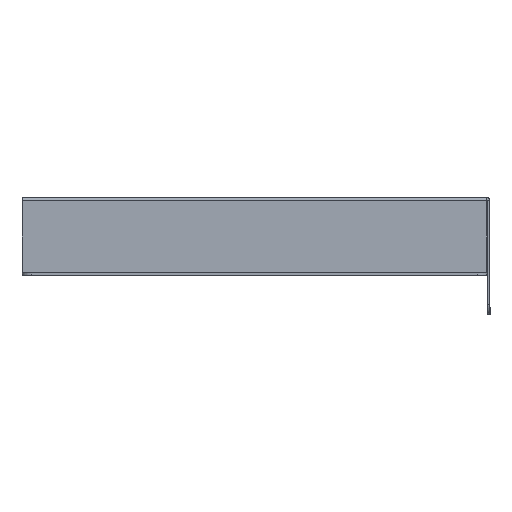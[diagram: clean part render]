
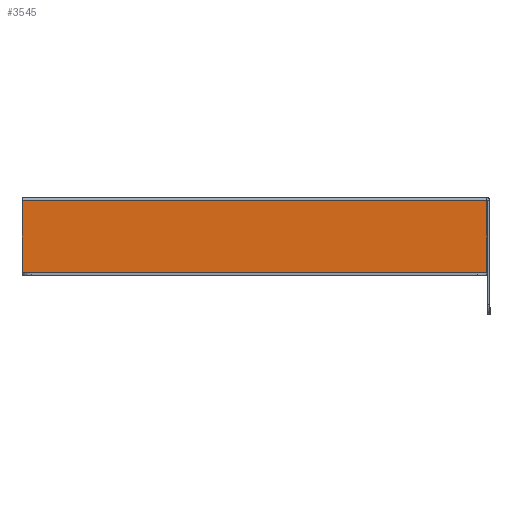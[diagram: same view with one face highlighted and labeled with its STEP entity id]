
A CAD part, left-side view. The second image highlights one B-rep face of the part: STEP entity #3545.
In plain terms, the highlighted planar face has unit normal (-1, 0, 0).
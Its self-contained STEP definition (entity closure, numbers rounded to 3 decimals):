
#234 = AXIS2_PLACEMENT_3D ( 'NONE', #2992, #2987, #2986 ) ;
#404 = DIRECTION ( 'NONE',  ( 0., 0., 1. ) ) ;
#406 = CARTESIAN_POINT ( 'NONE',  ( -224., -119.15, -1.5 ) ) ;
#407 = LINE ( 'NONE', #406, #3346 ) ;
#408 = DIRECTION ( 'NONE',  ( 0., 1., 0. ) ) ;
#409 = CARTESIAN_POINT ( 'NONE',  ( -224., -119.15, -38.4 ) ) ;
#410 = DIRECTION ( 'NONE',  ( 0., -1., 0. ) ) ;
#412 = CARTESIAN_POINT ( 'NONE',  ( -224., -119.15, -1.6 ) ) ;
#424 = LINE ( 'NONE', #409, #3348 ) ;
#436 = LINE ( 'NONE', #412, #3351 ) ;
#499 = DIRECTION ( 'NONE',  ( 0., 0., -1. ) ) ;
#500 = CARTESIAN_POINT ( 'NONE',  ( -224., 119.25, -38.5 ) ) ;
#502 = LINE ( 'NONE', #500, #3376 ) ;
#1460 = ORIENTED_EDGE ( 'NONE', *, *, #2369, .F. ) ;
#1464 = ORIENTED_EDGE ( 'NONE', *, *, #2370, .F. ) ;
#1662 = CARTESIAN_POINT ( 'NONE',  ( -224., -119.15, -38.4 ) ) ;
#1696 = EDGE_LOOP ( 'NONE', ( #1464, #1973, #1460, #2102 ) ) ;
#1832 = VERTEX_POINT ( 'NONE', #1662 ) ;
#1903 = VERTEX_POINT ( 'NONE', #2735 ) ;
#1907 = VERTEX_POINT ( 'NONE', #2721 ) ;
#1955 = VERTEX_POINT ( 'NONE', #2486 ) ;
#1973 = ORIENTED_EDGE ( 'NONE', *, *, #2371, .T. ) ;
#2102 = ORIENTED_EDGE ( 'NONE', *, *, #2341, .T. ) ;
#2341 = EDGE_CURVE ( 'NONE', #1955, #1903, #502, .T. ) ;
#2369 = EDGE_CURVE ( 'NONE', #1955, #1907, #436, .T. ) ;
#2370 = EDGE_CURVE ( 'NONE', #1832, #1903, #424, .T. ) ;
#2371 = EDGE_CURVE ( 'NONE', #1832, #1907, #407, .T. ) ;
#2486 = CARTESIAN_POINT ( 'NONE',  ( -224., 119.25, -1.6 ) ) ;
#2721 = CARTESIAN_POINT ( 'NONE',  ( -224., -119.15, -1.6 ) ) ;
#2735 = CARTESIAN_POINT ( 'NONE',  ( -224., 119.25, -38.4 ) ) ;
#2986 = DIRECTION ( 'NONE',  ( 0., 0., -1. ) ) ;
#2987 = DIRECTION ( 'NONE',  ( 1., 0., 0. ) ) ;
#2988 = PLANE ( 'NONE',  #234 ) ;
#2989 = FACE_OUTER_BOUND ( 'NONE', #1696, .T. ) ;
#2992 = CARTESIAN_POINT ( 'NONE',  ( -224., -119.15, -1.5 ) ) ;
#3346 = VECTOR ( 'NONE', #404, 1000. ) ;
#3348 = VECTOR ( 'NONE', #408, 1000. ) ;
#3351 = VECTOR ( 'NONE', #410, 1000. ) ;
#3376 = VECTOR ( 'NONE', #499, 1000. ) ;
#3545 = ADVANCED_FACE ( 'NONE', ( #2989 ), #2988, .F. ) ;
